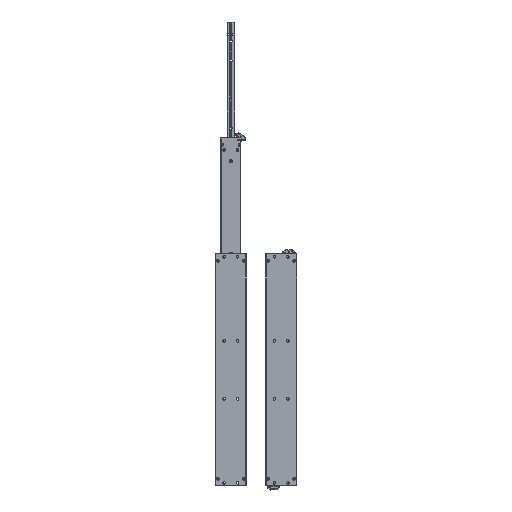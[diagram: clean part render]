
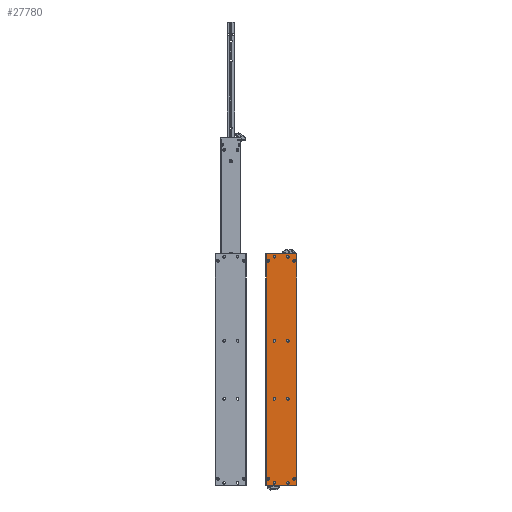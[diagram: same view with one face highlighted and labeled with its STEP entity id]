
A CAD part, left-side view. The second image highlights one B-rep face of the part: STEP entity #27780.
In plain terms, the highlighted planar face has unit normal (-1, 0, 0).
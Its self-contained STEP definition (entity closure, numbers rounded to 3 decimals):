
#544=FACE_BOUND('',#7389,.T.);
#545=FACE_BOUND('',#7390,.T.);
#546=FACE_BOUND('',#7391,.T.);
#547=FACE_BOUND('',#7392,.T.);
#548=FACE_BOUND('',#7393,.T.);
#549=FACE_BOUND('',#7394,.T.);
#550=FACE_BOUND('',#7395,.T.);
#551=FACE_BOUND('',#7396,.T.);
#552=FACE_BOUND('',#7397,.T.);
#553=FACE_BOUND('',#7398,.T.);
#554=FACE_BOUND('',#7399,.T.);
#555=FACE_BOUND('',#7400,.T.);
#1584=LINE('',#57631,#3468);
#1585=LINE('',#57633,#3469);
#1586=LINE('',#57635,#3470);
#1587=LINE('',#57636,#3471);
#3468=VECTOR('',#32765,78.);
#3469=VECTOR('',#32766,600.);
#3470=VECTOR('',#32767,78.);
#3471=VECTOR('',#32768,600.);
#5788=FACE_OUTER_BOUND('',#7388,.T.);
#7388=EDGE_LOOP('',(#20650,#20651,#20652,#20653));
#7389=EDGE_LOOP('',(#20654));
#7390=EDGE_LOOP('',(#20655));
#7391=EDGE_LOOP('',(#20656));
#7392=EDGE_LOOP('',(#20657));
#7393=EDGE_LOOP('',(#20658));
#7394=EDGE_LOOP('',(#20659));
#7395=EDGE_LOOP('',(#20660));
#7396=EDGE_LOOP('',(#20661));
#7397=EDGE_LOOP('',(#20662));
#7398=EDGE_LOOP('',(#20663));
#7399=EDGE_LOOP('',(#20664));
#7400=EDGE_LOOP('',(#20665));
#10027=CIRCLE('',#29336,3.475);
#10028=CIRCLE('',#29338,3.475);
#10029=CIRCLE('',#29339,3.475);
#10030=CIRCLE('',#29340,3.3);
#10031=CIRCLE('',#29341,3.3);
#10032=CIRCLE('',#29342,3.3);
#10033=CIRCLE('',#29343,3.3);
#10034=CIRCLE('',#29344,3.3);
#10035=CIRCLE('',#29345,3.3);
#10036=CIRCLE('',#29346,3.3);
#10037=CIRCLE('',#29347,3.3);
#10038=CIRCLE('',#29348,3.475);
#11724=VERTEX_POINT('',#57626);
#11725=VERTEX_POINT('',#57629);
#11726=VERTEX_POINT('',#57630);
#11727=VERTEX_POINT('',#57632);
#11728=VERTEX_POINT('',#57634);
#11729=VERTEX_POINT('',#57637);
#11730=VERTEX_POINT('',#57639);
#11731=VERTEX_POINT('',#57641);
#11732=VERTEX_POINT('',#57643);
#11733=VERTEX_POINT('',#57645);
#11734=VERTEX_POINT('',#57647);
#11735=VERTEX_POINT('',#57649);
#11736=VERTEX_POINT('',#57651);
#11737=VERTEX_POINT('',#57653);
#11738=VERTEX_POINT('',#57655);
#11739=VERTEX_POINT('',#57657);
#15003=EDGE_CURVE('',#11724,#11724,#10027,.T.);
#15004=EDGE_CURVE('',#11725,#11726,#1584,.T.);
#15005=EDGE_CURVE('',#11727,#11725,#1585,.T.);
#15006=EDGE_CURVE('',#11728,#11727,#1586,.T.);
#15007=EDGE_CURVE('',#11728,#11726,#1587,.T.);
#15008=EDGE_CURVE('',#11729,#11729,#10028,.T.);
#15009=EDGE_CURVE('',#11730,#11730,#10029,.T.);
#15010=EDGE_CURVE('',#11731,#11731,#10030,.T.);
#15011=EDGE_CURVE('',#11732,#11732,#10031,.T.);
#15012=EDGE_CURVE('',#11733,#11733,#10032,.T.);
#15013=EDGE_CURVE('',#11734,#11734,#10033,.T.);
#15014=EDGE_CURVE('',#11735,#11735,#10034,.T.);
#15015=EDGE_CURVE('',#11736,#11736,#10035,.T.);
#15016=EDGE_CURVE('',#11737,#11737,#10036,.T.);
#15017=EDGE_CURVE('',#11738,#11738,#10037,.T.);
#15018=EDGE_CURVE('',#11739,#11739,#10038,.T.);
#20650=ORIENTED_EDGE('',*,*,#15004,.F.);
#20651=ORIENTED_EDGE('',*,*,#15005,.F.);
#20652=ORIENTED_EDGE('',*,*,#15006,.F.);
#20653=ORIENTED_EDGE('',*,*,#15007,.T.);
#20654=ORIENTED_EDGE('',*,*,#15008,.F.);
#20655=ORIENTED_EDGE('',*,*,#15009,.F.);
#20656=ORIENTED_EDGE('',*,*,#15010,.T.);
#20657=ORIENTED_EDGE('',*,*,#15011,.T.);
#20658=ORIENTED_EDGE('',*,*,#15012,.T.);
#20659=ORIENTED_EDGE('',*,*,#15013,.T.);
#20660=ORIENTED_EDGE('',*,*,#15014,.T.);
#20661=ORIENTED_EDGE('',*,*,#15015,.T.);
#20662=ORIENTED_EDGE('',*,*,#15016,.T.);
#20663=ORIENTED_EDGE('',*,*,#15017,.T.);
#20664=ORIENTED_EDGE('',*,*,#15018,.F.);
#20665=ORIENTED_EDGE('',*,*,#15003,.F.);
#25458=PLANE('',#29337);
#27780=ADVANCED_FACE('',(#5788,#544,#545,#546,#547,#548,#549,#550,#551,
#552,#553,#554,#555),#25458,.T.);
#29336=AXIS2_PLACEMENT_3D('',#57627,#32761,#32762);
#29337=AXIS2_PLACEMENT_3D('',#57628,#32763,#32764);
#29338=AXIS2_PLACEMENT_3D('',#57638,#32769,#32770);
#29339=AXIS2_PLACEMENT_3D('',#57640,#32771,#32772);
#29340=AXIS2_PLACEMENT_3D('',#57642,#32773,#32774);
#29341=AXIS2_PLACEMENT_3D('',#57644,#32775,#32776);
#29342=AXIS2_PLACEMENT_3D('',#57646,#32777,#32778);
#29343=AXIS2_PLACEMENT_3D('',#57648,#32779,#32780);
#29344=AXIS2_PLACEMENT_3D('',#57650,#32781,#32782);
#29345=AXIS2_PLACEMENT_3D('',#57652,#32783,#32784);
#29346=AXIS2_PLACEMENT_3D('',#57654,#32785,#32786);
#29347=AXIS2_PLACEMENT_3D('',#57656,#32787,#32788);
#29348=AXIS2_PLACEMENT_3D('',#57658,#32789,#32790);
#32761=DIRECTION('center_axis',(-1.,0.,0.));
#32762=DIRECTION('ref_axis',(0.,0.,-1.));
#32763=DIRECTION('center_axis',(-1.,0.,0.));
#32764=DIRECTION('ref_axis',(0.,0.,1.));
#32765=DIRECTION('',(0.,1.,0.));
#32766=DIRECTION('',(0.,0.,-1.));
#32767=DIRECTION('',(0.,-1.,0.));
#32768=DIRECTION('',(0.,0.,-1.));
#32769=DIRECTION('center_axis',(-1.,0.,0.));
#32770=DIRECTION('ref_axis',(0.,0.,-1.));
#32771=DIRECTION('center_axis',(-1.,0.,0.));
#32772=DIRECTION('ref_axis',(0.,0.,1.));
#32773=DIRECTION('center_axis',(1.,0.,0.));
#32774=DIRECTION('ref_axis',(0.,0.,-1.));
#32775=DIRECTION('center_axis',(1.,0.,0.));
#32776=DIRECTION('ref_axis',(0.,0.,-1.));
#32777=DIRECTION('center_axis',(1.,0.,0.));
#32778=DIRECTION('ref_axis',(0.,0.,-1.));
#32779=DIRECTION('center_axis',(1.,0.,0.));
#32780=DIRECTION('ref_axis',(0.,0.,-1.));
#32781=DIRECTION('center_axis',(1.,0.,0.));
#32782=DIRECTION('ref_axis',(0.,0.,-1.));
#32783=DIRECTION('center_axis',(1.,0.,0.));
#32784=DIRECTION('ref_axis',(0.,0.,-1.));
#32785=DIRECTION('center_axis',(1.,0.,0.));
#32786=DIRECTION('ref_axis',(0.,0.,-1.));
#32787=DIRECTION('center_axis',(1.,0.,0.));
#32788=DIRECTION('ref_axis',(0.,0.,-1.));
#32789=DIRECTION('center_axis',(-1.,0.,0.));
#32790=DIRECTION('ref_axis',(0.,0.,1.));
#57626=CARTESIAN_POINT('',(0.,33.6,-578.525));
#57627=CARTESIAN_POINT('Origin',(0.,33.6,
-582.));
#57628=CARTESIAN_POINT('Origin',(0.,39.,0.));
#57629=CARTESIAN_POINT('',(0.,-39.,-600.));
#57630=CARTESIAN_POINT('',(0.,39.,-600.));
#57631=CARTESIAN_POINT('',(0.,-39.,-600.));
#57632=CARTESIAN_POINT('',(0.,-39.,0.));
#57633=CARTESIAN_POINT('',(0.,-39.,0.));
#57634=CARTESIAN_POINT('',(0.,39.,0.));
#57635=CARTESIAN_POINT('',(0.,39.,0.));
#57636=CARTESIAN_POINT('',(0.,39.,0.));
#57637=CARTESIAN_POINT('',(0.,-33.6,-578.525));
#57638=CARTESIAN_POINT('Origin',(0.,-33.6,
-582.));
#57639=CARTESIAN_POINT('',(0.,-33.6,-21.475));
#57640=CARTESIAN_POINT('Origin',(0.,-33.6,
-18.));
#57641=CARTESIAN_POINT('',(0.,-17.5,-589.2));
#57642=CARTESIAN_POINT('Origin',(0.,-17.5,-592.5));
#57643=CARTESIAN_POINT('',(0.,17.5,-589.2));
#57644=CARTESIAN_POINT('Origin',(0.,17.5,-592.5));
#57645=CARTESIAN_POINT('',(0.,-17.5,-371.7));
#57646=CARTESIAN_POINT('Origin',(0.,-17.5,-375.));
#57647=CARTESIAN_POINT('',(0.,17.5,-371.7));
#57648=CARTESIAN_POINT('Origin',(0.,17.5,-375.));
#57649=CARTESIAN_POINT('',(0.,-17.5,-221.7));
#57650=CARTESIAN_POINT('Origin',(0.,-17.5,-225.));
#57651=CARTESIAN_POINT('',(0.,17.5,-221.7));
#57652=CARTESIAN_POINT('Origin',(0.,17.5,-225.));
#57653=CARTESIAN_POINT('',(0.,-17.5,-4.2));
#57654=CARTESIAN_POINT('Origin',(0.,-17.5,-7.5));
#57655=CARTESIAN_POINT('',(0.,17.5,-4.2));
#57656=CARTESIAN_POINT('Origin',(0.,17.5,-7.5));
#57657=CARTESIAN_POINT('',(0.,33.6,-21.475));
#57658=CARTESIAN_POINT('Origin',(0.,33.6,
-18.));
